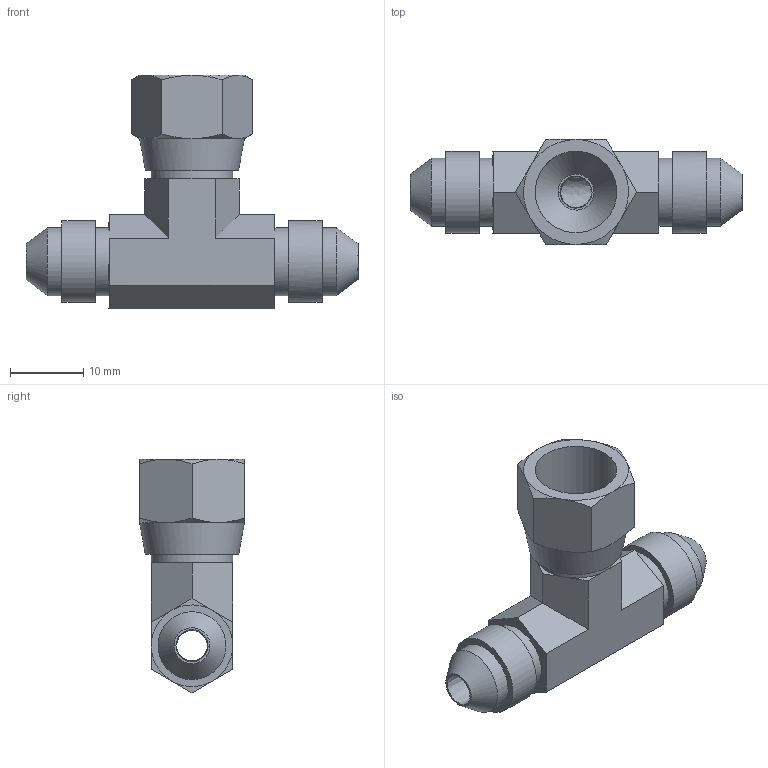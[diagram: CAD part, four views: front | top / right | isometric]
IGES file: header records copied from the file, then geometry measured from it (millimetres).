
Global section: file name: 4_S6X-S; native system: Autodesk Inventor 2016; preprocessor: unknown; author: ta29392; date: 20170823.091626; units: inch
Bounding box: 45.21 x 14.29 x 31.82 mm (x, y, z)
Volume: 5080.4 mm3; surface area: 3891.9 mm2
Topology: 1 solids, 1 shells, 61 faces, 147 edges, 95 vertices
Faces by surface type: bspline 61
